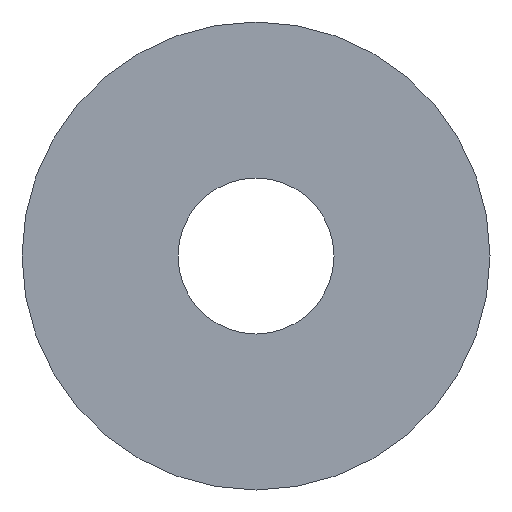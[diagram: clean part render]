
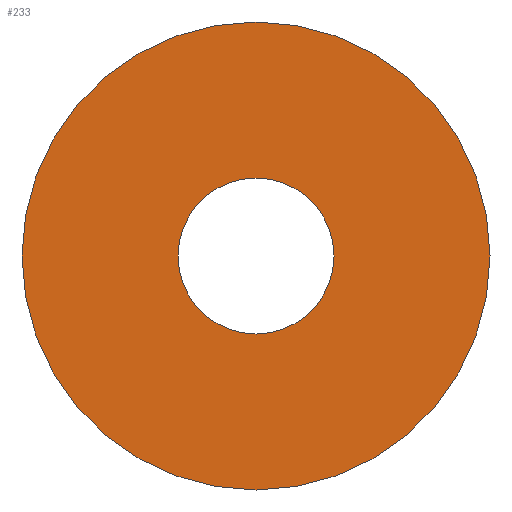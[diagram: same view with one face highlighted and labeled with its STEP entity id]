
A CAD part, front view. The second image highlights one B-rep face of the part: STEP entity #233.
In plain terms, the highlighted planar face has unit normal (0, -1, 0).
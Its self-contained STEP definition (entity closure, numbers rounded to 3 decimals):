
#11 = CARTESIAN_POINT ( 'NONE',  ( 0., 0., 0. ) ) ;
#14 = CARTESIAN_POINT ( 'NONE',  ( 0., 0., 5. ) ) ;
#21 = DIRECTION ( 'NONE',  ( 0., 0., 1. ) ) ;
#24 = ORIENTED_EDGE ( 'NONE', *, *, #156, .F. ) ;
#32 = DIRECTION ( 'NONE',  ( 0., 1., 0. ) ) ;
#41 = CARTESIAN_POINT ( 'NONE',  ( 0., 0., 0. ) ) ;
#44 = EDGE_LOOP ( 'NONE', ( #24, #158 ) ) ;
#47 = ORIENTED_EDGE ( 'NONE', *, *, #71, .T. ) ;
#51 = EDGE_LOOP ( 'NONE', ( #157, #47 ) ) ;
#58 = CARTESIAN_POINT ( 'NONE',  ( 0., 0., -5. ) ) ;
#59 = AXIS2_PLACEMENT_3D ( 'NONE', #205, #32, #109 ) ;
#61 = VERTEX_POINT ( 'NONE', #58 ) ;
#70 = AXIS2_PLACEMENT_3D ( 'NONE', #150, #133, #207 ) ;
#71 = EDGE_CURVE ( 'NONE', #124, #61, #183, .T. ) ;
#90 = CIRCLE ( 'NONE', #132, 15. ) ;
#91 = CIRCLE ( 'NONE', #70, 15. ) ;
#93 = CIRCLE ( 'NONE', #166, 5. ) ;
#109 = DIRECTION ( 'NONE',  ( 0., 0., 1. ) ) ;
#124 = VERTEX_POINT ( 'NONE', #14 ) ;
#132 = AXIS2_PLACEMENT_3D ( 'NONE', #11, #198, #144 ) ;
#133 = DIRECTION ( 'NONE',  ( 0., 1., 0. ) ) ;
#144 = DIRECTION ( 'NONE',  ( 0., 0., 1. ) ) ;
#146 = FACE_BOUND ( 'NONE', #51, .T. ) ;
#150 = CARTESIAN_POINT ( 'NONE',  ( 0., 0., 0. ) ) ;
#156 = EDGE_CURVE ( 'NONE', #172, #225, #91, .T. ) ;
#157 = ORIENTED_EDGE ( 'NONE', *, *, #227, .T. ) ;
#158 = ORIENTED_EDGE ( 'NONE', *, *, #192, .F. ) ;
#166 = AXIS2_PLACEMENT_3D ( 'NONE', #218, #167, #184 ) ;
#167 = DIRECTION ( 'NONE',  ( 0., 1., 0. ) ) ;
#168 = CARTESIAN_POINT ( 'NONE',  ( 0., 0., -15. ) ) ;
#172 = VERTEX_POINT ( 'NONE', #168 ) ;
#183 = CIRCLE ( 'NONE', #217, 5. ) ;
#184 = DIRECTION ( 'NONE',  ( 0., 0., 1. ) ) ;
#191 = DIRECTION ( 'NONE',  ( 0., 1., 0. ) ) ;
#192 = EDGE_CURVE ( 'NONE', #225, #172, #90, .T. ) ;
#198 = DIRECTION ( 'NONE',  ( 0., 1., 0. ) ) ;
#200 = FACE_OUTER_BOUND ( 'NONE', #44, .T. ) ;
#203 = PLANE ( 'NONE',  #59 ) ;
#205 = CARTESIAN_POINT ( 'NONE',  ( 0., 0., 0. ) ) ;
#207 = DIRECTION ( 'NONE',  ( 0., 0., 1. ) ) ;
#217 = AXIS2_PLACEMENT_3D ( 'NONE', #41, #191, #21 ) ;
#218 = CARTESIAN_POINT ( 'NONE',  ( 0., 0., 0. ) ) ;
#225 = VERTEX_POINT ( 'NONE', #247 ) ;
#227 = EDGE_CURVE ( 'NONE', #61, #124, #93, .T. ) ;
#233 = ADVANCED_FACE ( 'NONE', ( #200, #146 ), #203, .F. ) ;
#247 = CARTESIAN_POINT ( 'NONE',  ( 0., 0., 15. ) ) ;
